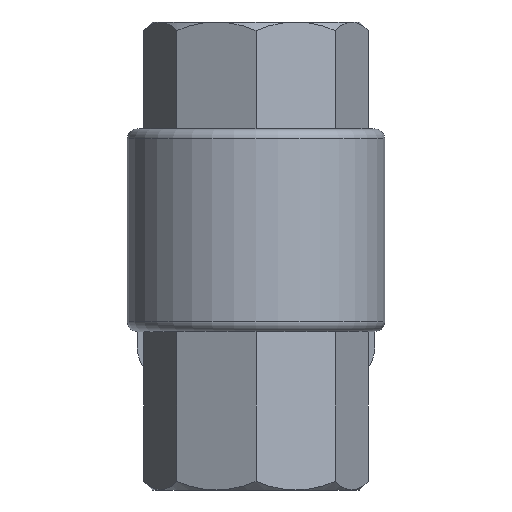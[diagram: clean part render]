
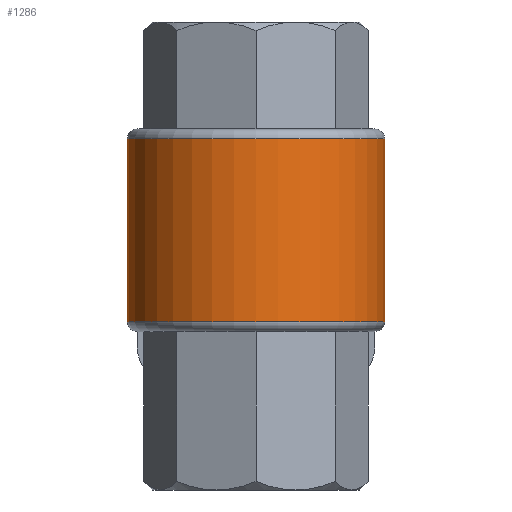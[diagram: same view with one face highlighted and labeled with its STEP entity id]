
A CAD part, front view. The second image highlights one B-rep face of the part: STEP entity #1286.
In plain terms, the highlighted cylindrical face has radius 19.25 mm (diameter 38.5 mm), a full revolution.
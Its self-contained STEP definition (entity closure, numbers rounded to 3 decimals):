
#71=CIRCLE('',#1402,19.25);
#72=CIRCLE('',#1403,19.25);
#134=CYLINDRICAL_SURFACE('',#1401,19.25);
#327=ORIENTED_EDGE('',*,*,#669,.F.);
#328=ORIENTED_EDGE('',*,*,#670,.F.);
#329=ORIENTED_EDGE('',*,*,#671,.T.);
#669=EDGE_CURVE('',#834,#834,#71,.T.);
#670=EDGE_CURVE('',#835,#835,#943,.T.);
#671=EDGE_CURVE('',#836,#836,#72,.T.);
#834=VERTEX_POINT('',#2034);
#835=VERTEX_POINT('',#2056);
#836=VERTEX_POINT('',#2058);
#943=B_SPLINE_CURVE_WITH_KNOTS('',3,(#2035,#2036,#2037,#2038,#2039,#2040,
#2041,#2042,#2043,#2044,#2045,#2046,#2047,#2048,#2049,#2050,#2051,#2052,
#2053,#2054,#2055),.UNSPECIFIED.,.T.,.F.,(1,1,1,1,1,1,1,1,1,1,1,1,1,1,1,
1,1,1,1,1,1,1,1,1,1),(-0.006,-0.004,-0.002,
0.,0.004,0.008,0.011,0.015,
0.019,0.023,0.026,0.03,
0.034,0.038,0.041,0.045,
0.049,0.053,0.055,0.057,
0.058,0.06,0.064,0.068,
0.072),.UNSPECIFIED.);
#986=EDGE_LOOP('',(#327));
#987=EDGE_LOOP('',(#328));
#988=EDGE_LOOP('',(#329));
#1120=FACE_BOUND('',#986,.T.);
#1121=FACE_BOUND('',#987,.T.);
#1122=FACE_BOUND('',#988,.T.);
#1286=ADVANCED_FACE('',(#1120,#1121,#1122),#134,.T.);
#1401=AXIS2_PLACEMENT_3D('',#2032,#1602,#1603);
#1402=AXIS2_PLACEMENT_3D('',#2033,#1604,#1605);
#1403=AXIS2_PLACEMENT_3D('',#2057,#1606,#1607);
#1602=DIRECTION('',(0.,0.,-1.));
#1603=DIRECTION('',(-1.,0.,0.));
#1604=DIRECTION('',(0.,0.,-1.));
#1605=DIRECTION('',(-1.,0.,0.));
#1606=DIRECTION('',(0.,0.,-1.));
#1607=DIRECTION('',(-1.,0.,0.));
#2032=CARTESIAN_POINT('',(0.,0.,-11.3));
#2033=CARTESIAN_POINT('',(0.,0.,-9.8));
#2034=CARTESIAN_POINT('',(-19.25,0.,-9.8));
#2035=CARTESIAN_POINT('',(1.921,19.184,-9.368));
#2036=CARTESIAN_POINT('',(-0.647,19.316,-9.631));
#2037=CARTESIAN_POINT('',(-3.784,18.987,-8.981));
#2038=CARTESIAN_POINT('',(-6.891,18.048,-6.878));
#2039=CARTESIAN_POINT('',(-8.975,17.054,-3.793));
#2040=CARTESIAN_POINT('',(-9.759,16.588,-0.027));
#2041=CARTESIAN_POINT('',(-8.988,17.047,3.774));
#2042=CARTESIAN_POINT('',(-6.898,18.045,6.87));
#2043=CARTESIAN_POINT('',(-3.804,18.983,8.974));
#2044=CARTESIAN_POINT('',(-0.029,19.381,9.759));
#2045=CARTESIAN_POINT('',(3.769,18.992,8.992));
#2046=CARTESIAN_POINT('',(6.885,18.05,6.885));
#2047=CARTESIAN_POINT('',(8.975,17.054,3.797));
#2048=CARTESIAN_POINT('',(9.758,16.589,0.025));
#2049=CARTESIAN_POINT('',(8.993,17.045,-3.765));
#2050=CARTESIAN_POINT('',(7.238,17.881,-6.361));
#2051=CARTESIAN_POINT('',(5.355,18.513,-7.92));
#2052=CARTESIAN_POINT('',(3.701,18.918,-8.816));
#2053=CARTESIAN_POINT('',(1.921,19.184,-9.368));
#2054=CARTESIAN_POINT('',(-0.647,19.316,-9.631));
#2055=CARTESIAN_POINT('',(-3.784,18.987,-8.981));
#2056=CARTESIAN_POINT('',(0.,19.25,-9.5));
#2057=CARTESIAN_POINT('',(0.,0.,17.5));
#2058=CARTESIAN_POINT('',(-19.25,0.,17.5));
